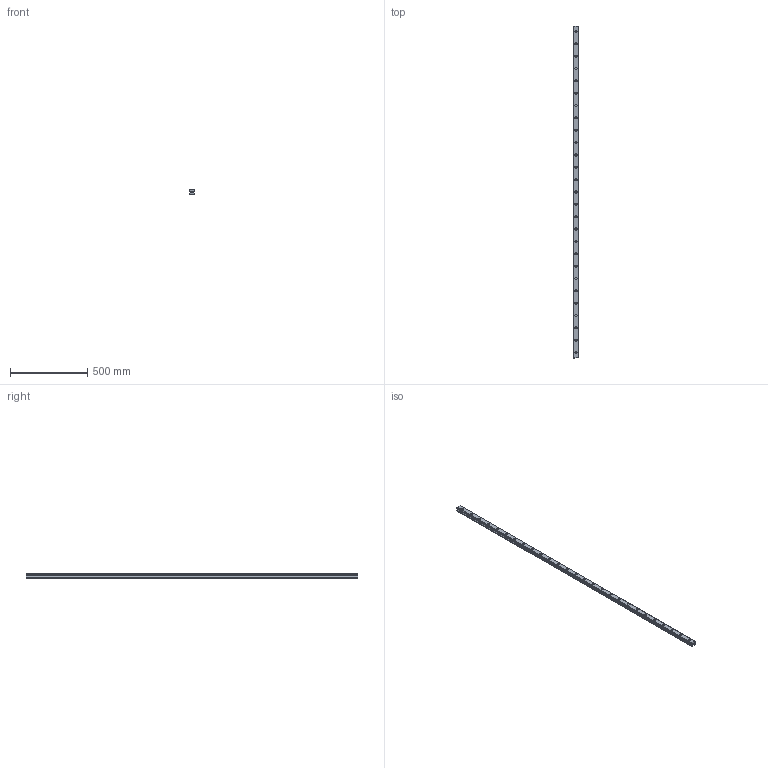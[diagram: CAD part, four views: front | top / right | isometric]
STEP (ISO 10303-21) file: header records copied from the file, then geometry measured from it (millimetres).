
FILE_DESCRIPTION(('STEP AP214'),'1');
FILE_NAME('cctmp_0BBE236B-A153-4A2A-8C57-1C3F48341A54_2021_02_17_11_44_31_0922..stp','2021-02-17T10:44:32',('HIWIN GmbH'),('CADClick - www.CADClick.com'),'Spatial InterOp 3D',' ','unknown authorization');
FILE_SCHEMA(('AUTOMOTIVE_DESIGN'));
Length unit declared in the file: millimetre
Products named in the file (1): EGR35R2150C_FILE
Bounding box: 34 x 2150 x 27.5 mm (x, y, z)
Volume: 1692619.3 mm3; surface area: 301896.9 mm2
Topology: 1 solids, 1 shells, 350 faces, 789 edges, 526 vertices
Faces by surface type: cylinder 180, plane 170
Entity records: 12737 total; most frequent: DIRECTION 1851, CARTESIAN_POINT 1666, ORIENTED_EDGE 1578, EDGE_CURVE 789, AXIS2_PLACEMENT_3D 711, VERTEX_POINT 526, EDGE_LOOP 435, LINE 429
